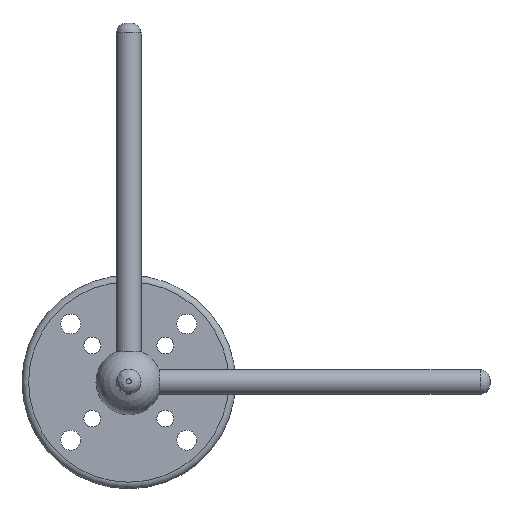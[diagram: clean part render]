
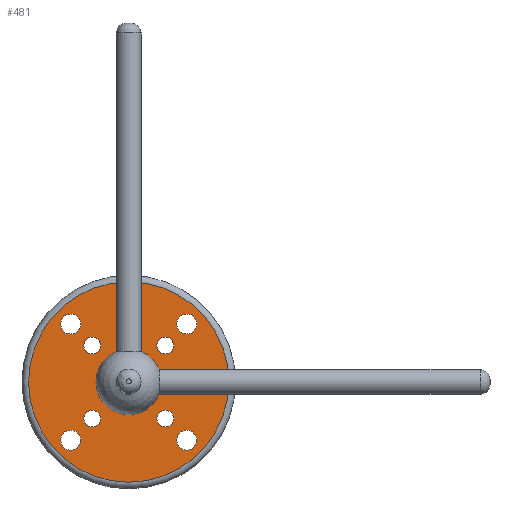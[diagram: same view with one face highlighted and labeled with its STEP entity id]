
A CAD part, top view. The second image highlights one B-rep face of the part: STEP entity #481.
In plain terms, the highlighted planar face has unit normal (0, 0, 1).
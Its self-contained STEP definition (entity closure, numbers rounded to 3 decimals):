
#92=FACE_BOUND('',#161,.T.);
#93=FACE_BOUND('',#162,.T.);
#94=FACE_BOUND('',#163,.T.);
#95=FACE_BOUND('',#164,.T.);
#96=FACE_BOUND('',#165,.T.);
#97=FACE_BOUND('',#166,.T.);
#98=FACE_BOUND('',#167,.T.);
#99=FACE_BOUND('',#168,.T.);
#100=FACE_BOUND('',#169,.T.);
#111=PLANE('',#571);
#125=FACE_OUTER_BOUND('',#160,.T.);
#160=EDGE_LOOP('',(#362));
#161=EDGE_LOOP('',(#363));
#162=EDGE_LOOP('',(#364));
#163=EDGE_LOOP('',(#365));
#164=EDGE_LOOP('',(#366));
#165=EDGE_LOOP('',(#367));
#166=EDGE_LOOP('',(#368));
#167=EDGE_LOOP('',(#369));
#168=EDGE_LOOP('',(#370));
#169=EDGE_LOOP('',(#371));
#213=CIRCLE('',#567,30.5);
#217=CIRCLE('',#572,2.55);
#218=CIRCLE('',#573,3.05);
#219=CIRCLE('',#574,3.05);
#220=CIRCLE('',#575,2.55);
#221=CIRCLE('',#576,3.05);
#222=CIRCLE('',#577,2.55);
#223=CIRCLE('',#578,3.05);
#224=CIRCLE('',#579,2.55);
#225=CIRCLE('',#580,3.75);
#257=VERTEX_POINT('',#830);
#260=VERTEX_POINT('',#838);
#261=VERTEX_POINT('',#840);
#262=VERTEX_POINT('',#842);
#263=VERTEX_POINT('',#844);
#264=VERTEX_POINT('',#846);
#265=VERTEX_POINT('',#848);
#266=VERTEX_POINT('',#850);
#267=VERTEX_POINT('',#852);
#268=VERTEX_POINT('',#854);
#296=EDGE_CURVE('',#257,#257,#213,.T.);
#300=EDGE_CURVE('',#260,#260,#217,.T.);
#301=EDGE_CURVE('',#261,#261,#218,.T.);
#302=EDGE_CURVE('',#262,#262,#219,.T.);
#303=EDGE_CURVE('',#263,#263,#220,.T.);
#304=EDGE_CURVE('',#264,#264,#221,.T.);
#305=EDGE_CURVE('',#265,#265,#222,.T.);
#306=EDGE_CURVE('',#266,#266,#223,.T.);
#307=EDGE_CURVE('',#267,#267,#224,.T.);
#308=EDGE_CURVE('',#268,#268,#225,.T.);
#362=ORIENTED_EDGE('',*,*,#296,.F.);
#363=ORIENTED_EDGE('',*,*,#300,.T.);
#364=ORIENTED_EDGE('',*,*,#301,.T.);
#365=ORIENTED_EDGE('',*,*,#302,.T.);
#366=ORIENTED_EDGE('',*,*,#303,.T.);
#367=ORIENTED_EDGE('',*,*,#304,.T.);
#368=ORIENTED_EDGE('',*,*,#305,.T.);
#369=ORIENTED_EDGE('',*,*,#306,.T.);
#370=ORIENTED_EDGE('',*,*,#307,.T.);
#371=ORIENTED_EDGE('',*,*,#308,.T.);
#481=ADVANCED_FACE('',(#125,#92,#93,#94,#95,#96,#97,#98,#99,#100),#111,
 .T.);
#567=AXIS2_PLACEMENT_3D('',#831,#652,#653);
#571=AXIS2_PLACEMENT_3D('',#837,#660,#661);
#572=AXIS2_PLACEMENT_3D('',#839,#662,#663);
#573=AXIS2_PLACEMENT_3D('',#841,#664,#665);
#574=AXIS2_PLACEMENT_3D('',#843,#666,#667);
#575=AXIS2_PLACEMENT_3D('',#845,#668,#669);
#576=AXIS2_PLACEMENT_3D('',#847,#670,#671);
#577=AXIS2_PLACEMENT_3D('',#849,#672,#673);
#578=AXIS2_PLACEMENT_3D('',#851,#674,#675);
#579=AXIS2_PLACEMENT_3D('',#853,#676,#677);
#580=AXIS2_PLACEMENT_3D('',#855,#678,#679);
#652=DIRECTION('center_axis',(0.,0.,-1.));
#653=DIRECTION('ref_axis',(-1.,0.,0.));
#660=DIRECTION('center_axis',(0.,0.,1.));
#661=DIRECTION('ref_axis',(1.,0.,0.));
#662=DIRECTION('center_axis',(0.,0.,-1.));
#663=DIRECTION('ref_axis',(-1.,0.,0.));
#664=DIRECTION('center_axis',(0.,0.,-1.));
#665=DIRECTION('ref_axis',(-1.,0.,0.));
#666=DIRECTION('center_axis',(0.,0.,-1.));
#667=DIRECTION('ref_axis',(-1.,0.,0.));
#668=DIRECTION('center_axis',(0.,0.,-1.));
#669=DIRECTION('ref_axis',(-1.,0.,0.));
#670=DIRECTION('center_axis',(0.,0.,-1.));
#671=DIRECTION('ref_axis',(-1.,0.,0.));
#672=DIRECTION('center_axis',(0.,0.,-1.));
#673=DIRECTION('ref_axis',(-1.,0.,0.));
#674=DIRECTION('center_axis',(0.,0.,-1.));
#675=DIRECTION('ref_axis',(-1.,0.,0.));
#676=DIRECTION('center_axis',(0.,0.,-1.));
#677=DIRECTION('ref_axis',(-1.,0.,0.));
#678=DIRECTION('center_axis',(0.,0.,-1.));
#679=DIRECTION('ref_axis',(1.,0.,0.));
#830=CARTESIAN_POINT('',(-30.5,0.,10.));
#831=CARTESIAN_POINT('Origin',(0.,0.,10.));
#837=CARTESIAN_POINT('Origin',(0.,0.,10.));
#838=CARTESIAN_POINT('',(-12.94,12.94,10.));
#839=CARTESIAN_POINT('Origin',(-11.137,11.137,10.));
#840=CARTESIAN_POINT('',(-19.834,19.834,10.));
#841=CARTESIAN_POINT('Origin',(-17.678,17.678,10.));
#842=CARTESIAN_POINT('',(15.521,-15.521,10.));
#843=CARTESIAN_POINT('Origin',(17.678,-17.678,10.));
#844=CARTESIAN_POINT('',(9.334,-9.334,10.));
#845=CARTESIAN_POINT('Origin',(11.137,-11.137,10.));
#846=CARTESIAN_POINT('',(15.521,19.834,10.));
#847=CARTESIAN_POINT('Origin',(17.678,17.678,10.));
#848=CARTESIAN_POINT('',(9.334,12.94,10.));
#849=CARTESIAN_POINT('Origin',(11.137,11.137,10.));
#850=CARTESIAN_POINT('',(-19.834,-15.521,10.));
#851=CARTESIAN_POINT('Origin',(-17.678,-17.678,10.));
#852=CARTESIAN_POINT('',(-12.94,-9.334,10.));
#853=CARTESIAN_POINT('Origin',(-11.137,-11.137,10.));
#854=CARTESIAN_POINT('',(-3.75,0.,10.));
#855=CARTESIAN_POINT('Origin',(0.,0.,10.));
